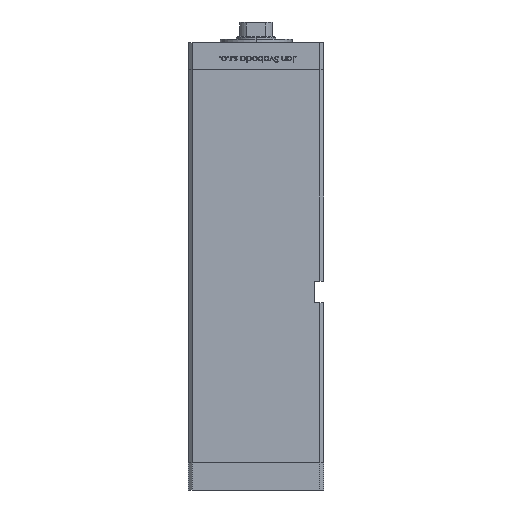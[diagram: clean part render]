
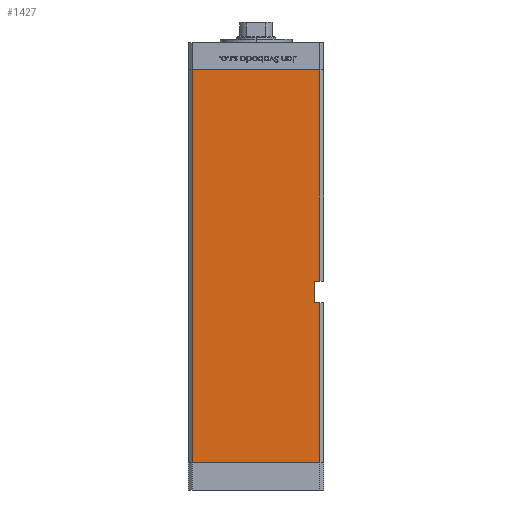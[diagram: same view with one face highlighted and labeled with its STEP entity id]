
A CAD part, left-side view. The second image highlights one B-rep face of the part: STEP entity #1427.
In plain terms, the highlighted planar face has unit normal (-1, 0, 0).
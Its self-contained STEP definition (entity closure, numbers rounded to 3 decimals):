
#205 = DIRECTION ( 'NONE',  ( 0., 0., -1. ) ) ;
#939 = VERTEX_POINT ( 'NONE', #39108 ) ;
#1090 = EDGE_LOOP ( 'NONE', ( #26603, #40554, #17928, #22381, #17540, #29753, #29714, #14221 ) ) ;
#1427 = ADVANCED_FACE ( 'NONE', ( #14052 ), #25948, .F. ) ;
#1928 = DIRECTION ( 'NONE',  ( 1., 0., 0. ) ) ;
#2380 = VERTEX_POINT ( 'NONE', #2794 ) ;
#2653 = EDGE_CURVE ( 'NONE', #34832, #17958, #24238, .T. ) ;
#2753 = EDGE_CURVE ( 'NONE', #36670, #35244, #42573, .T. ) ;
#2794 = CARTESIAN_POINT ( 'NONE',  ( -42.5, -35.5, 218.5 ) ) ;
#3186 = VECTOR ( 'NONE', #52842, 1000. ) ;
#4587 = EDGE_CURVE ( 'NONE', #52658, #939, #49865, .T. ) ;
#5310 = DIRECTION ( 'NONE',  ( 0., -1., 0. ) ) ;
#6807 = CARTESIAN_POINT ( 'NONE',  ( -42.5, 35.5, 218.5 ) ) ;
#8530 = LINE ( 'NONE', #33661, #42365 ) ;
#9099 = DIRECTION ( 'NONE',  ( 0., 0., -1. ) ) ;
#9680 = CARTESIAN_POINT ( 'NONE',  ( -42.5, 35.5, 0. ) ) ;
#9737 = CARTESIAN_POINT ( 'NONE',  ( -42.5, 35.5, 218.5 ) ) ;
#11471 = VECTOR ( 'NONE', #50042, 1000. ) ;
#11795 = CARTESIAN_POINT ( 'NONE',  ( -42.5, -32.5, 89. ) ) ;
#12069 = CARTESIAN_POINT ( 'NONE',  ( -42.5, -35.5, 218.5 ) ) ;
#13213 = EDGE_CURVE ( 'NONE', #2380, #939, #8530, .T. ) ;
#14052 = FACE_OUTER_BOUND ( 'NONE', #1090, .T. ) ;
#14221 = ORIENTED_EDGE ( 'NONE', *, *, #27248, .T. ) ;
#15309 = AXIS2_PLACEMENT_3D ( 'NONE', #9737, #1928, #21623 ) ;
#17540 = ORIENTED_EDGE ( 'NONE', *, *, #13213, .F. ) ;
#17928 = ORIENTED_EDGE ( 'NONE', *, *, #44967, .F. ) ;
#17958 = VERTEX_POINT ( 'NONE', #47501 ) ;
#18560 = CARTESIAN_POINT ( 'NONE',  ( -42.5, -32.5, 101. ) ) ;
#21531 = CARTESIAN_POINT ( 'NONE',  ( -42.5, -32.5, 101. ) ) ;
#21623 = DIRECTION ( 'NONE',  ( 0., 1., 0. ) ) ;
#21884 = EDGE_CURVE ( 'NONE', #50461, #34832, #23683, .T. ) ;
#22381 = ORIENTED_EDGE ( 'NONE', *, *, #4587, .T. ) ;
#23086 = VECTOR ( 'NONE', #9099, 1000. ) ;
#23683 = LINE ( 'NONE', #11795, #40017 ) ;
#24238 = LINE ( 'NONE', #12069, #3186 ) ;
#25365 = DIRECTION ( 'NONE',  ( 0., -1., 0. ) ) ;
#25948 = PLANE ( 'NONE',  #15309 ) ;
#26603 = ORIENTED_EDGE ( 'NONE', *, *, #2653, .F. ) ;
#27248 = EDGE_CURVE ( 'NONE', #35244, #17958, #50725, .T. ) ;
#29490 = CARTESIAN_POINT ( 'NONE',  ( -42.5, -32.5, 89. ) ) ;
#29714 = ORIENTED_EDGE ( 'NONE', *, *, #2753, .T. ) ;
#29753 = ORIENTED_EDGE ( 'NONE', *, *, #36405, .F. ) ;
#30150 = CARTESIAN_POINT ( 'NONE',  ( -42.5, -32.5, 101. ) ) ;
#31718 = CARTESIAN_POINT ( 'NONE',  ( -42.5, 35.5, 218.5 ) ) ;
#33661 = CARTESIAN_POINT ( 'NONE',  ( -42.5, -35.5, 218.5 ) ) ;
#34832 = VERTEX_POINT ( 'NONE', #37121 ) ;
#35244 = VERTEX_POINT ( 'NONE', #37767 ) ;
#36006 = VECTOR ( 'NONE', #43605, 1000. ) ;
#36390 = DIRECTION ( 'NONE',  ( 0., -1., 0. ) ) ;
#36405 = EDGE_CURVE ( 'NONE', #36670, #2380, #39559, .T. ) ;
#36670 = VERTEX_POINT ( 'NONE', #6807 ) ;
#37121 = CARTESIAN_POINT ( 'NONE',  ( -42.5, -35.5, 89. ) ) ;
#37767 = CARTESIAN_POINT ( 'NONE',  ( -42.5, 35.5, 0. ) ) ;
#39108 = CARTESIAN_POINT ( 'NONE',  ( -42.5, -35.5, 101. ) ) ;
#39559 = LINE ( 'NONE', #31718, #36006 ) ;
#40017 = VECTOR ( 'NONE', #36390, 1000. ) ;
#40554 = ORIENTED_EDGE ( 'NONE', *, *, #21884, .F. ) ;
#42365 = VECTOR ( 'NONE', #205, 1000. ) ;
#42573 = LINE ( 'NONE', #46071, #23086 ) ;
#43605 = DIRECTION ( 'NONE',  ( 0., -1., 0. ) ) ;
#44557 = VECTOR ( 'NONE', #5310, 1000. ) ;
#44967 = EDGE_CURVE ( 'NONE', #52658, #50461, #48719, .T. ) ;
#46071 = CARTESIAN_POINT ( 'NONE',  ( -42.5, 35.5, 218.5 ) ) ;
#47501 = CARTESIAN_POINT ( 'NONE',  ( -42.5, -35.5, 0. ) ) ;
#48719 = LINE ( 'NONE', #18560, #11471 ) ;
#49865 = LINE ( 'NONE', #30150, #44557 ) ;
#50042 = DIRECTION ( 'NONE',  ( 0., 0., -1. ) ) ;
#50461 = VERTEX_POINT ( 'NONE', #29490 ) ;
#50725 = LINE ( 'NONE', #9680, #53092 ) ;
#52658 = VERTEX_POINT ( 'NONE', #21531 ) ;
#52842 = DIRECTION ( 'NONE',  ( 0., 0., -1. ) ) ;
#53092 = VECTOR ( 'NONE', #25365, 1000. ) ;
